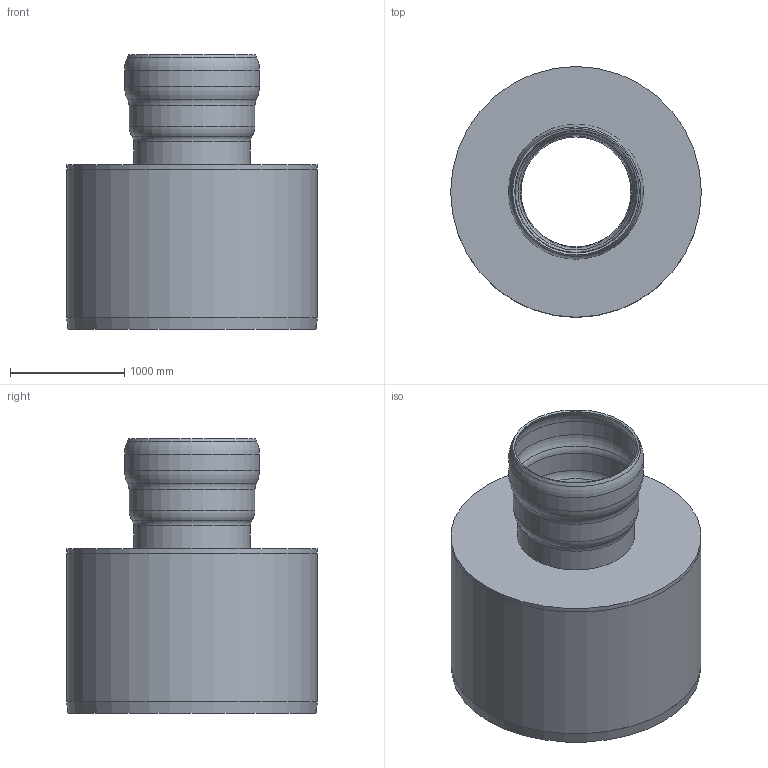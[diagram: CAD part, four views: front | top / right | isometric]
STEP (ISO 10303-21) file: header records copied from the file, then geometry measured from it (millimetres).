
FILE_DESCRIPTION(/* description */ (''),/* implementation_level */ '2;1');
FILE_NAME(/* name */ '00600.DG0X_3D.stp',/* time_stamp */ '2024-12-11T12:58:02+01:00',/* author */ ('CAD'),/* organization */ (''),/* preprocessor_version */ 'ST-DEVELOPER v20',/* originating_system */ 'AutoCAD Mechanical',/* authorisation */ '');
FILE_SCHEMA (('AUTOMOTIVE_DESIGN { 1 0 10303 214 3 1 1 }'));
Length unit declared in the file: centimetre
Products named in the file (2): Product; *S0
Assembly tree (1 placements, depth 2):
  Product
    *S0
Bounding box: 2190 x 2190 x 2400 mm (x, y, z)
Volume: 463644426.3 mm3; surface area: 32653125.5 mm2
Topology: 3 solids, 3 shells, 32 faces, 77 edges, 50 vertices
Faces by surface type: torus 12, cylinder 10, cone 6, plane 4
Full cylindrical faces by diameter (mm): 960 x1, 980 x1, 1020 x1, 1060 x1, 1100 x1, 1140 x1, 1180 x1, 2132 x1, 2190 x2
Entity records: 1035 total; most frequent: DIRECTION 207, CARTESIAN_POINT 162, ORIENTED_EDGE 152, AXIS2_PLACEMENT_3D 95, EDGE_CURVE 76, CIRCLE 60, VERTEX_POINT 48, EDGE_LOOP 36
